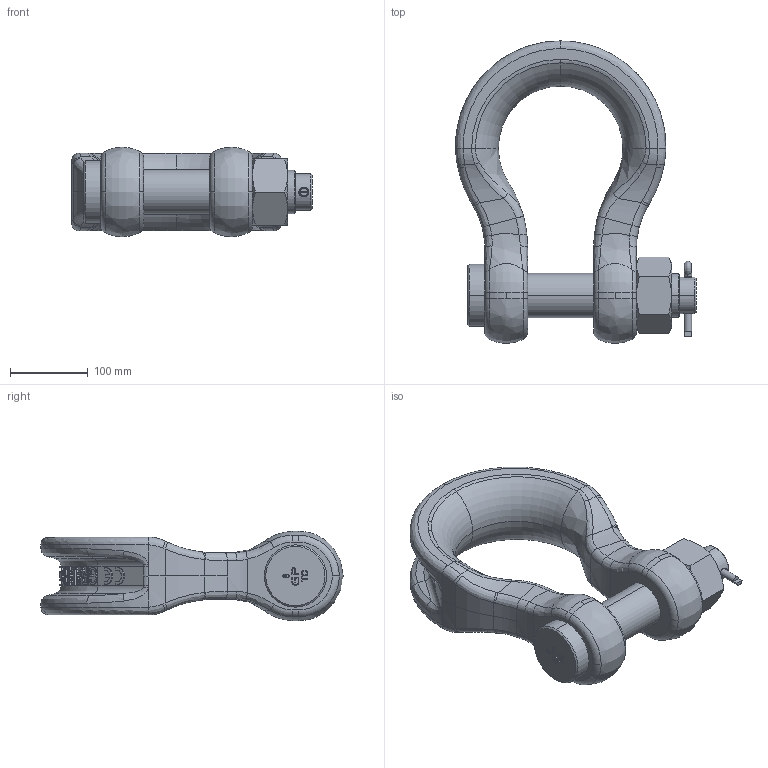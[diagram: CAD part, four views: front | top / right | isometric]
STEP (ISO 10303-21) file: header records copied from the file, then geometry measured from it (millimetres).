
FILE_DESCRIPTION(('STEP AP214'),'1');
FILE_NAME('slgpf0055.stp','2017-03-31T06:15:49',('TraceParts'),('TraceParts S.A.'),'Spatial InterOp 3D',' ',' ');
FILE_SCHEMA(('automotive_design'));
Length unit declared in the file: millimetre
Products named in the file (4): slgpf0055_1; slgpf0055_2; slgpf0055_3; slgpf0055_4
Bounding box: 309.53 x 388.29 x 115 mm (x, y, z)
Volume: 4058040.1 mm3; surface area: 343729.5 mm2
Topology: 4 solids, 4 shells, 625 faces, 1600 edges, 1012 vertices
Faces by surface type: bspline 275, plane 187, cylinder 95, torus 36, cone 32
Entity records: 87520 total; most frequent: CARTESIAN_POINT 68738, ORIENTED_EDGE 3192, DIRECTION 2273, EDGE_CURVE 1596, VERTEX_POINT 1012, AXIS2_PLACEMENT_3D 822, EDGE_LOOP 666, PRESENTATION_STYLE_ASSIGNMENT 633
